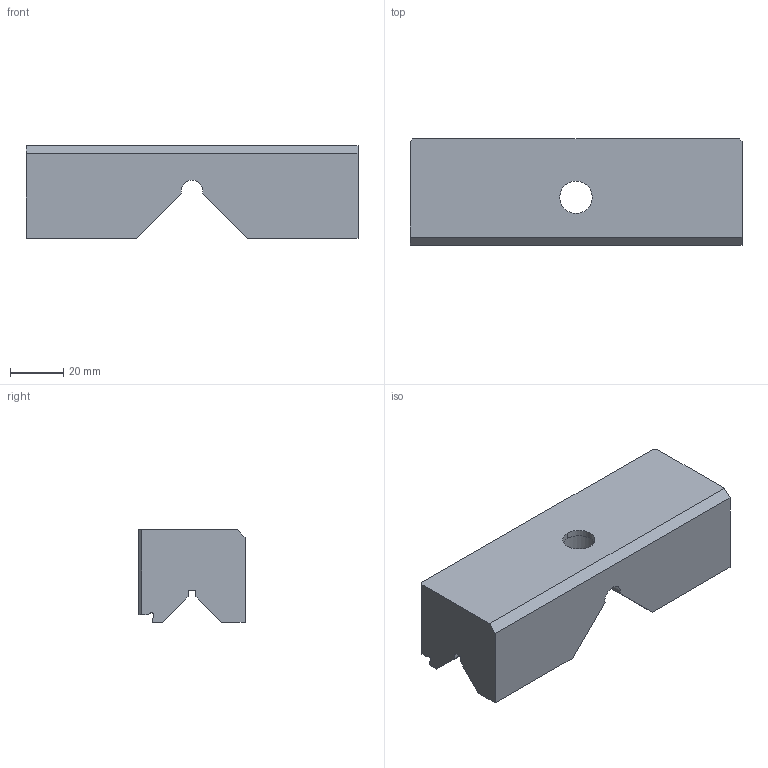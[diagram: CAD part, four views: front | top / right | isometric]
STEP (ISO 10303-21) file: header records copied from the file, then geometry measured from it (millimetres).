
FILE_DESCRIPTION (( 'STEP AP214' ), '1' );
FILE_NAME ('1701.270.stp', '2018-03-26T09:46:29', ( '' ), ( '' ), 'SwSTEP 2.0', 'SolidWorks 2016', '' );
FILE_SCHEMA (( 'AUTOMOTIVE_DESIGN' ));
Length unit declared in the file: millimetre
Products named in the file (1): 1701.270
Bounding box: 125 x 40 x 35 mm (x, y, z)
Volume: 139462.9 mm3; surface area: 22715.5 mm2
Topology: 1 solids, 1 shells, 45 faces, 127 edges, 84 vertices
Faces by surface type: plane 33, cylinder 12
Entity records: 2044 total; most frequent: CARTESIAN_POINT 355, ORIENTED_EDGE 254, DIRECTION 223, EDGE_CURVE 127, LINE 103, VECTOR 103, VERTEX_POINT 84, AXIS2_PLACEMENT_3D 60
